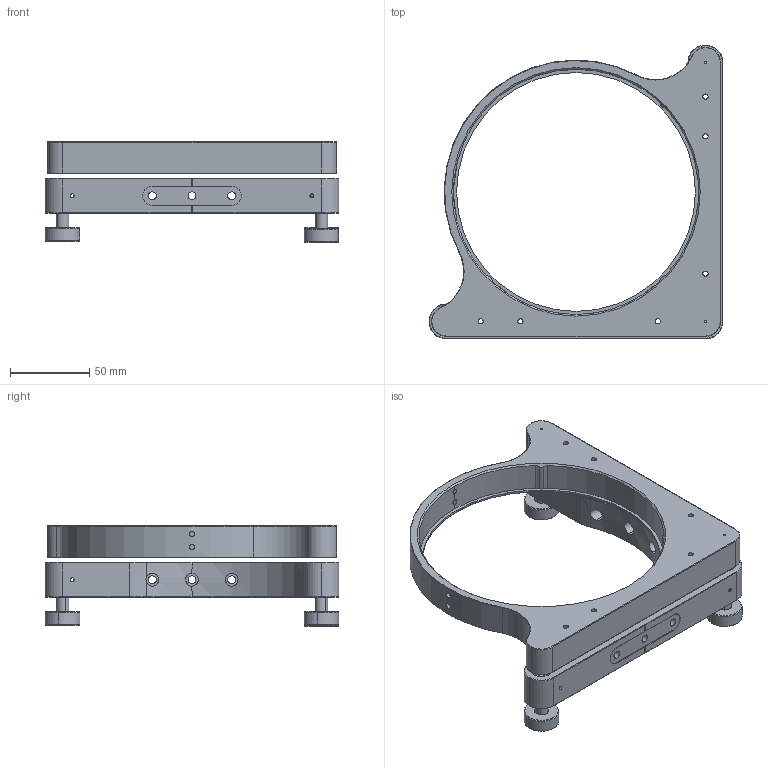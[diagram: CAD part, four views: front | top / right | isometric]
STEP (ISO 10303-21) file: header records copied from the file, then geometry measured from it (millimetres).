
FILE_DESCRIPTION (( 'STEP AP203' ), '1' );
FILE_NAME ('1.1.1.39_ZJB-6.0-3.STEP', '2024-04-06T01:26:57', ( '' ), ( '' ), 'SwSTEP 2.0', 'SolidWorks 2021', '' );
FILE_SCHEMA (( 'CONFIG_CONTROL_DESIGN' ));
Length unit declared in the file: millimetre
Products named in the file (1): 1.1.1.39_ZJB-6.0-3
Bounding box: 185 x 185 x 63.24 mm (x, y, z)
Surface area: 92177.1 mm2 (no closed solid volume)
Topology: 0 solids, 19 shells, 361 faces, 1034 edges, 676 vertices
Faces by surface type: cylinder 159, plane 116, cone 86
Entity records: 13040 total; most frequent: CARTESIAN_POINT 3261, DIRECTION 2150, ORIENTED_EDGE 1867, EDGE_CURVE 1034, AXIS2_PLACEMENT_3D 825, VERTEX_POINT 676, LINE 500, VECTOR 500
